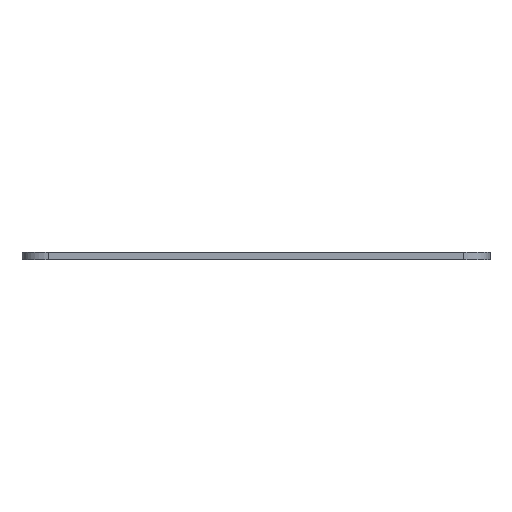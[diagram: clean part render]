
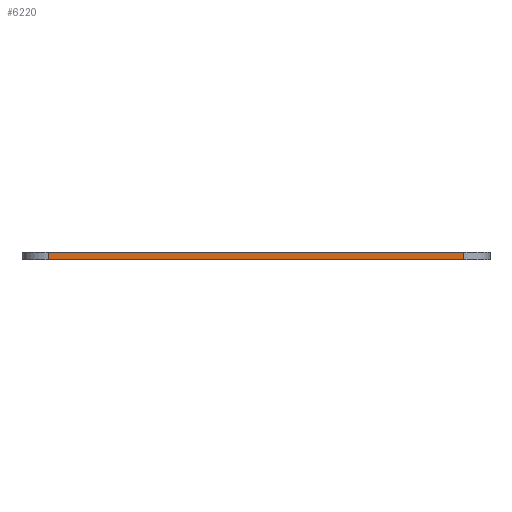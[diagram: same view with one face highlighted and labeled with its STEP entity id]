
A CAD part, front view. The second image highlights one B-rep face of the part: STEP entity #6220.
In plain terms, the highlighted planar face has unit normal (0, -1, 0).
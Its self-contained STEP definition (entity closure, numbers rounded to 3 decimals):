
#215=PLANE('',#6398);
#527=FACE_OUTER_BOUND('',#889,.T.);
#889=EDGE_LOOP('',(#5512,#5513,#5514,#5515));
#1339=LINE('',#12298,#1826);
#1357=LINE('',#12384,#1844);
#1365=LINE('',#12408,#1852);
#1367=LINE('',#12411,#1854);
#1826=VECTOR('',#7026,10.);
#1844=VECTOR('',#7102,10.);
#1852=VECTOR('',#7128,10.);
#1854=VECTOR('',#7132,10.);
#2837=VERTEX_POINT('',#12276);
#2847=VERTEX_POINT('',#12296);
#2885=VERTEX_POINT('',#12380);
#2893=VERTEX_POINT('',#12406);
#3731=EDGE_CURVE('',#2847,#2837,#1339,.T.);
#3771=EDGE_CURVE('',#2837,#2885,#1357,.T.);
#3782=EDGE_CURVE('',#2893,#2847,#1365,.T.);
#3784=EDGE_CURVE('',#2885,#2893,#1367,.T.);
#5512=ORIENTED_EDGE('',*,*,#3771,.F.);
#5513=ORIENTED_EDGE('',*,*,#3731,.F.);
#5514=ORIENTED_EDGE('',*,*,#3782,.F.);
#5515=ORIENTED_EDGE('',*,*,#3784,.F.);
#6220=ADVANCED_FACE('',(#527),#215,.T.);
#6398=AXIS2_PLACEMENT_3D('',#12410,#7130,#7131);
#7026=DIRECTION('',(-1.,0.,0.));
#7102=DIRECTION('',(0.,0.,1.));
#7128=DIRECTION('',(0.,0.,-1.));
#7130=DIRECTION('center_axis',(0.,-1.,0.));
#7131=DIRECTION('ref_axis',(1.,0.,0.));
#7132=DIRECTION('',(1.,0.,0.));
#12276=CARTESIAN_POINT('',(10.423,-70.327,0.));
#12296=CARTESIAN_POINT('',(89.148,-70.327,0.));
#12298=CARTESIAN_POINT('',(94.148,-70.327,0.));
#12380=CARTESIAN_POINT('',(10.423,-70.327,1.5));
#12384=CARTESIAN_POINT('',(10.423,-70.327,0.));
#12406=CARTESIAN_POINT('',(89.148,-70.327,1.5));
#12408=CARTESIAN_POINT('',(89.148,-70.327,0.));
#12410=CARTESIAN_POINT('Origin',(5.423,-70.327,0.));
#12411=CARTESIAN_POINT('',(94.148,-70.327,1.5));
